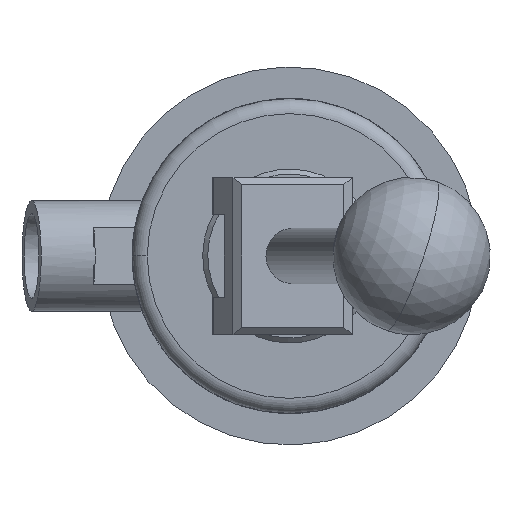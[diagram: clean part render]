
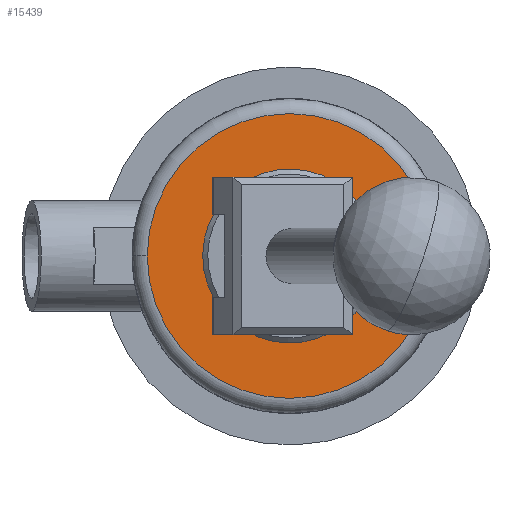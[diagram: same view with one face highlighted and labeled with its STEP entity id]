
A CAD part, front view. The second image highlights one B-rep face of the part: STEP entity #15439.
In plain terms, the highlighted planar face has unit normal (0, -1, 0).
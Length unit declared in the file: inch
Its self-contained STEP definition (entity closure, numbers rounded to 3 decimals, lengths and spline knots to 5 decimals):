
#111 = FACE_OUTER_BOUND ( 'NONE', #6694, .T. ) ;
#1310 = DIRECTION ( 'NONE',  ( 0., -1., 0. ) ) ;
#2135 = ORIENTED_EDGE ( 'NONE', *, *, #11703, .T. ) ;
#2456 = DIRECTION ( 'NONE',  ( 1., 0., 0. ) ) ;
#3782 = CIRCLE ( 'NONE', #13146, 0.348 ) ;
#4543 = VERTEX_POINT ( 'NONE', #13036 ) ;
#4997 = AXIS2_PLACEMENT_3D ( 'NONE', #5822, #8222, #14363 ) ;
#5822 = CARTESIAN_POINT ( 'NONE',  ( 0., 0., -0.348 ) ) ;
#5941 = ORIENTED_EDGE ( 'NONE', *, *, #8176, .F. ) ;
#6066 = CARTESIAN_POINT ( 'NONE',  ( 0., 0., 0. ) ) ;
#6173 = DIRECTION ( 'NONE',  ( 0., -1., 0. ) ) ;
#6249 = DIRECTION ( 'NONE',  ( 1., 0., 0. ) ) ;
#6431 = DIRECTION ( 'NONE',  ( 1., 0., 0. ) ) ;
#6694 = EDGE_LOOP ( 'NONE', ( #2135, #9861 ) ) ;
#7665 = CARTESIAN_POINT ( 'NONE',  ( 0., 0., 0. ) ) ;
#7989 = EDGE_CURVE ( 'NONE', #16559, #14454, #11834, .T. ) ;
#8176 = EDGE_CURVE ( 'NONE', #4543, #16256, #3782, .T. ) ;
#8222 = DIRECTION ( 'NONE',  ( 0., -1., 0. ) ) ;
#8543 = EDGE_CURVE ( 'NONE', #16256, #4543, #13153, .T. ) ;
#9012 = CIRCLE ( 'NONE', #12746, 1.13 ) ;
#9100 = FACE_BOUND ( 'NONE', #15732, .T. ) ;
#9142 = AXIS2_PLACEMENT_3D ( 'NONE', #6066, #13535, #11193 ) ;
#9861 = ORIENTED_EDGE ( 'NONE', *, *, #7989, .T. ) ;
#9922 = ORIENTED_EDGE ( 'NONE', *, *, #8543, .F. ) ;
#11045 = CARTESIAN_POINT ( 'NONE',  ( 0., 0., 0. ) ) ;
#11193 = DIRECTION ( 'NONE',  ( 1., 0., 0. ) ) ;
#11703 = EDGE_CURVE ( 'NONE', #14454, #16559, #9012, .T. ) ;
#11798 = AXIS2_PLACEMENT_3D ( 'NONE', #7665, #1310, #6431 ) ;
#11834 = CIRCLE ( 'NONE', #11798, 1.13 ) ;
#12006 = CARTESIAN_POINT ( 'NONE',  ( 0.348, 0., 0. ) ) ;
#12746 = AXIS2_PLACEMENT_3D ( 'NONE', #11045, #16152, #2456 ) ;
#12949 = PLANE ( 'NONE',  #4997 ) ;
#13036 = CARTESIAN_POINT ( 'NONE',  ( -0.348, 0., 0. ) ) ;
#13146 = AXIS2_PLACEMENT_3D ( 'NONE', #16153, #6173, #6249 ) ;
#13153 = CIRCLE ( 'NONE', #9142, 0.348 ) ;
#13535 = DIRECTION ( 'NONE',  ( 0., -1., 0. ) ) ;
#14363 = DIRECTION ( 'NONE',  ( 1., 0., 0. ) ) ;
#14454 = VERTEX_POINT ( 'NONE', #16092 ) ;
#14891 = CARTESIAN_POINT ( 'NONE',  ( -1.13, 0., 0. ) ) ;
#15439 = ADVANCED_FACE ( 'NONE', ( #111, #9100 ), #12949, .T. ) ;
#15732 = EDGE_LOOP ( 'NONE', ( #9922, #5941 ) ) ;
#16092 = CARTESIAN_POINT ( 'NONE',  ( 1.13, 0., 0. ) ) ;
#16152 = DIRECTION ( 'NONE',  ( 0., -1., 0. ) ) ;
#16153 = CARTESIAN_POINT ( 'NONE',  ( 0., 0., 0. ) ) ;
#16256 = VERTEX_POINT ( 'NONE', #12006 ) ;
#16559 = VERTEX_POINT ( 'NONE', #14891 ) ;
